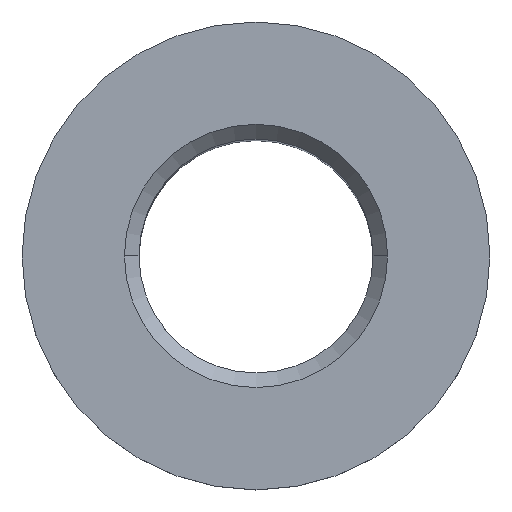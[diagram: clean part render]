
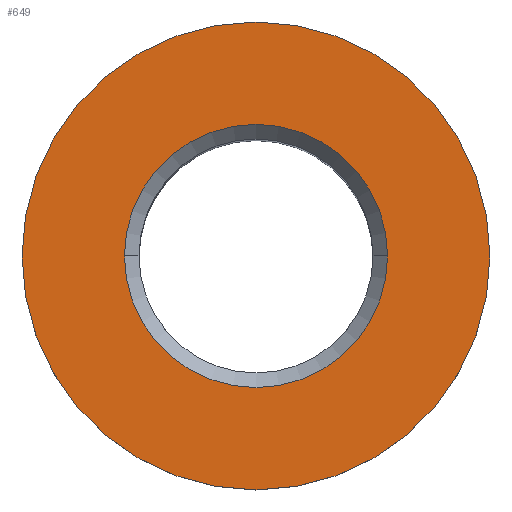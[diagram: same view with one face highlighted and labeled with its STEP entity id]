
A CAD part, top view. The second image highlights one B-rep face of the part: STEP entity #649.
In plain terms, the highlighted planar face has unit normal (0, 0, 1).
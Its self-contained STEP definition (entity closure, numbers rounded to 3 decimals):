
#63=CARTESIAN_POINT('Vertex',(4.,0.,-20.67)) ;
#77=CARTESIAN_POINT('Vertex',(-4.,0.,-20.67)) ;
#80=CARTESIAN_POINT('Axis2P3D Location',(0.,0.,-20.67)) ;
#97=CARTESIAN_POINT('Axis2P3D Location',(0.,0.,-20.67)) ;
#622=CARTESIAN_POINT('Axis2P3D Location',(0.,0.,-20.67)) ;
#631=CARTESIAN_POINT('Axis2P3D Location',(0.,0.,-20.67)) ;
#635=CARTESIAN_POINT('Vertex',(-2.25,0.,-20.67)) ;
#637=CARTESIAN_POINT('Vertex',(2.25,0.,-20.67)) ;
#640=CARTESIAN_POINT('Axis2P3D Location',(0.,0.,-20.67)) ;
#81=DIRECTION('Axis2P3D Direction',(0.,0.,1.)) ;
#98=DIRECTION('Axis2P3D Direction',(0.,0.,1.)) ;
#623=DIRECTION('Axis2P3D Direction',(0.,0.,1.)) ;
#624=DIRECTION('Axis2P3D XDirection',(1.,0.,0.)) ;
#632=DIRECTION('Axis2P3D Direction',(0.,0.,1.)) ;
#641=DIRECTION('Axis2P3D Direction',(0.,0.,1.)) ;
#82=AXIS2_PLACEMENT_3D('Circle Axis2P3D',#80,#81,$) ;
#99=AXIS2_PLACEMENT_3D('Circle Axis2P3D',#97,#98,$) ;
#625=AXIS2_PLACEMENT_3D('Plane Axis2P3D',#622,#623,#624) ;
#633=AXIS2_PLACEMENT_3D('Circle Axis2P3D',#631,#632,$) ;
#642=AXIS2_PLACEMENT_3D('Circle Axis2P3D',#640,#641,$) ;
#628=ORIENTED_EDGE('',*,*,#84,.T.) ;
#629=ORIENTED_EDGE('',*,*,#101,.T.) ;
#646=ORIENTED_EDGE('',*,*,#639,.F.) ;
#647=ORIENTED_EDGE('',*,*,#644,.F.) ;
#648=FACE_BOUND('',#645,.T.) ;
#649=ADVANCED_FACE('PartBody',(#630,#648),#626,.T.) ;
#83=CIRCLE('generated circle',#82,4.) ;
#100=CIRCLE('generated circle',#99,4.) ;
#634=CIRCLE('generated circle',#633,2.25) ;
#643=CIRCLE('generated circle',#642,2.25) ;
#84=EDGE_CURVE('',#64,#78,#83,.T.) ;
#101=EDGE_CURVE('',#78,#64,#100,.T.) ;
#639=EDGE_CURVE('',#636,#638,#634,.T.) ;
#644=EDGE_CURVE('',#638,#636,#643,.T.) ;
#627=EDGE_LOOP('',(#628,#629)) ;
#645=EDGE_LOOP('',(#646,#647)) ;
#630=FACE_OUTER_BOUND('',#627,.T.) ;
#626=PLANE('Plane',#625) ;
#64=VERTEX_POINT('',#63) ;
#78=VERTEX_POINT('',#77) ;
#636=VERTEX_POINT('',#635) ;
#638=VERTEX_POINT('',#637) ;
